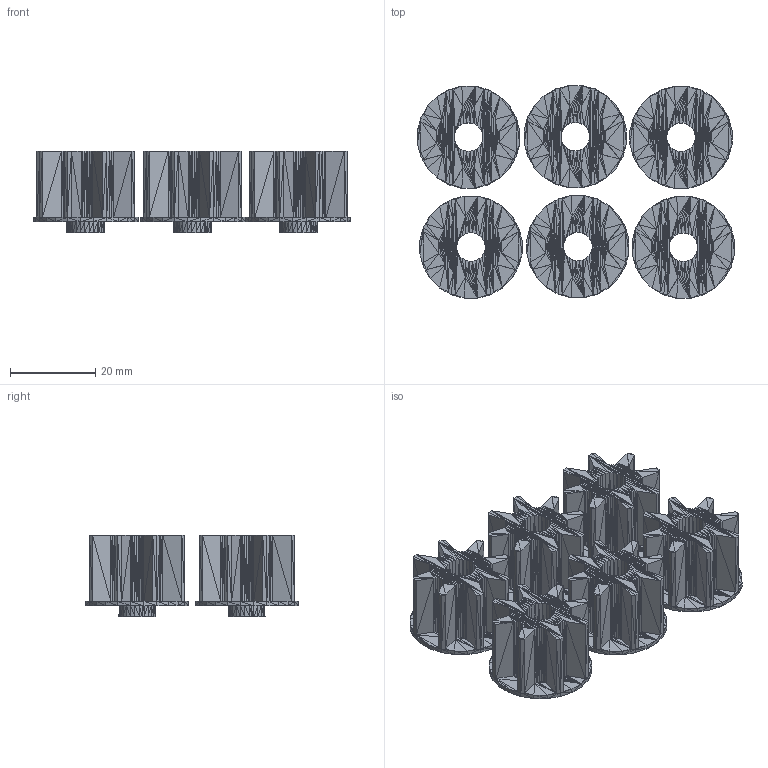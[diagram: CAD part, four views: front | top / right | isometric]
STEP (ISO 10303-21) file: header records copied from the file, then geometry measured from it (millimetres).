
FILE_DESCRIPTION(('FreeCAD Model'),'2;1');
FILE_NAME('Open CASCADE Shape Model','2024-12-02T13:58:51',('Author'),( ''),'Open CASCADE STEP processor 7.8','FreeCAD','Unknown');
FILE_SCHEMA(('AUTOMOTIVE_DESIGN { 1 0 10303 214 1 1 1 1 }'));
Products named in the file (1): treadmillSprockets001 (Solid)
Bounding box: 74.31 x 49.87 x 19.1 mm (x, y, z)
Surface area: 18896.8 mm2 (no closed solid volume)
Topology: 0 solids, 12 shells, 4008 faces, 6306 edges, 2298 vertices
Faces by surface type: plane 4008
Entity records: 80266 total; most frequent: DIRECTION 14324, CARTESIAN_POINT 12613, ORIENTED_EDGE 12024, EDGE_CURVE 6306, LINE 6306, VECTOR 6306, AXIS2_PLACEMENT_3D 4009, ADVANCED_FACE 4008
